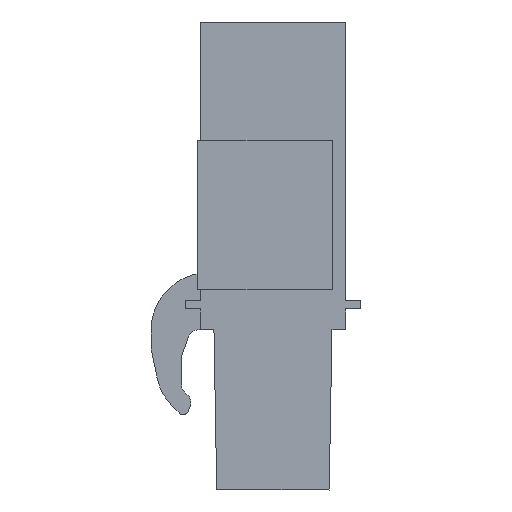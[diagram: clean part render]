
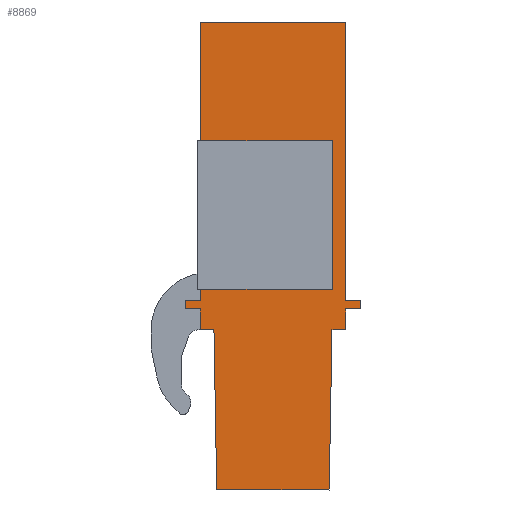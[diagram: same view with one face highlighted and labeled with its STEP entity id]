
A CAD part, left-side view. The second image highlights one B-rep face of the part: STEP entity #8869.
In plain terms, the highlighted planar face has unit normal (-1, 0, 0).
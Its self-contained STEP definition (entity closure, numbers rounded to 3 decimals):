
#8786=AXIS2_PLACEMENT_3D('Plane Axis2P3D',#8783,#8784,#8785) ;
#56=CARTESIAN_POINT('Vertex',(1.,0.8,24.55)) ;
#59=CARTESIAN_POINT('Line Origine',(1.,0.8,17.25)) ;
#63=CARTESIAN_POINT('Vertex',(1.,0.8,9.95)) ;
#8139=CARTESIAN_POINT('Vertex',(1.,1.66,0.)) ;
#8142=CARTESIAN_POINT('Line Origine',(1.,4.61,0.)) ;
#8146=CARTESIAN_POINT('Vertex',(1.,7.56,0.)) ;
#8218=CARTESIAN_POINT('Line Origine',(1.,7.633,4.2)) ;
#8222=CARTESIAN_POINT('Vertex',(1.,7.707,8.4)) ;
#8242=CARTESIAN_POINT('Line Origine',(1.,8.063,8.4)) ;
#8246=CARTESIAN_POINT('Vertex',(1.,8.42,8.4)) ;
#8330=CARTESIAN_POINT('Line Origine',(1.,8.42,8.95)) ;
#8334=CARTESIAN_POINT('Vertex',(1.,8.42,9.5)) ;
#8406=CARTESIAN_POINT('Line Origine',(1.,8.82,9.5)) ;
#8410=CARTESIAN_POINT('Vertex',(1.,9.22,9.5)) ;
#8482=CARTESIAN_POINT('Line Origine',(1.,9.22,9.725)) ;
#8486=CARTESIAN_POINT('Vertex',(1.,9.22,9.95)) ;
#8557=CARTESIAN_POINT('Vertex',(1.,0.,9.5)) ;
#8560=CARTESIAN_POINT('Line Origine',(1.,0.4,9.5)) ;
#8564=CARTESIAN_POINT('Vertex',(1.,0.8,9.5)) ;
#8579=CARTESIAN_POINT('Line Origine',(1.,0.8,8.95)) ;
#8583=CARTESIAN_POINT('Vertex',(1.,0.8,8.4)) ;
#8598=CARTESIAN_POINT('Line Origine',(1.,1.157,8.4)) ;
#8602=CARTESIAN_POINT('Vertex',(1.,1.513,8.4)) ;
#8622=CARTESIAN_POINT('Line Origine',(1.,1.587,4.2)) ;
#8783=CARTESIAN_POINT('Axis2P3D Location',(1.,0.,0.)) ;
#8788=CARTESIAN_POINT('Line Origine',(1.,8.42,10.488)) ;
#8792=CARTESIAN_POINT('Vertex',(1.,8.42,11.025)) ;
#8794=CARTESIAN_POINT('Vertex',(1.,8.42,9.95)) ;
#8797=CARTESIAN_POINT('Line Origine',(1.,8.82,9.95)) ;
#8802=CARTESIAN_POINT('Line Origine',(1.,0.,9.725)) ;
#8806=CARTESIAN_POINT('Vertex',(1.,0.,9.95)) ;
#8809=CARTESIAN_POINT('Line Origine',(1.,0.4,9.95)) ;
#8814=CARTESIAN_POINT('Line Origine',(1.,4.61,24.55)) ;
#8818=CARTESIAN_POINT('Vertex',(1.,8.42,24.55)) ;
#8821=CARTESIAN_POINT('Line Origine',(1.,8.42,21.188)) ;
#8825=CARTESIAN_POINT('Vertex',(1.,8.42,17.825)) ;
#8828=CARTESIAN_POINT('Line Origine',(1.,4.96,17.825)) ;
#8832=CARTESIAN_POINT('Vertex',(1.,1.5,17.825)) ;
#8835=CARTESIAN_POINT('Line Origine',(1.,1.5,14.425)) ;
#8839=CARTESIAN_POINT('Vertex',(1.,1.5,11.025)) ;
#8842=CARTESIAN_POINT('Line Origine',(1.,4.96,11.025)) ;
#60=DIRECTION('Vector Direction',(0.,0.,-1.)) ;
#8143=DIRECTION('Vector Direction',(0.,1.,0.)) ;
#8219=DIRECTION('Vector Direction',(0.,0.017,1.)) ;
#8243=DIRECTION('Vector Direction',(0.,1.,0.)) ;
#8331=DIRECTION('Vector Direction',(0.,0.,1.)) ;
#8407=DIRECTION('Vector Direction',(0.,1.,0.)) ;
#8483=DIRECTION('Vector Direction',(0.,0.,1.)) ;
#8561=DIRECTION('Vector Direction',(0.,1.,0.)) ;
#8580=DIRECTION('Vector Direction',(0.,0.,-1.)) ;
#8599=DIRECTION('Vector Direction',(0.,1.,0.)) ;
#8623=DIRECTION('Vector Direction',(0.,0.017,-1.)) ;
#8784=DIRECTION('Axis2P3D Direction',(-1.,0.,0.)) ;
#8785=DIRECTION('Axis2P3D XDirection',(0.,0.,1.)) ;
#8789=DIRECTION('Vector Direction',(0.,0.,1.)) ;
#8798=DIRECTION('Vector Direction',(0.,-1.,0.)) ;
#8803=DIRECTION('Vector Direction',(0.,0.,-1.)) ;
#8810=DIRECTION('Vector Direction',(0.,-1.,0.)) ;
#8815=DIRECTION('Vector Direction',(0.,-1.,0.)) ;
#8822=DIRECTION('Vector Direction',(0.,0.,1.)) ;
#8829=DIRECTION('Vector Direction',(0.,1.,0.)) ;
#8836=DIRECTION('Vector Direction',(0.,0.,-1.)) ;
#8843=DIRECTION('Vector Direction',(0.,1.,0.)) ;
#61=VECTOR('Line Direction',#60,1.) ;
#8144=VECTOR('Line Direction',#8143,1.) ;
#8220=VECTOR('Line Direction',#8219,1.) ;
#8244=VECTOR('Line Direction',#8243,1.) ;
#8332=VECTOR('Line Direction',#8331,1.) ;
#8408=VECTOR('Line Direction',#8407,1.) ;
#8484=VECTOR('Line Direction',#8483,1.) ;
#8562=VECTOR('Line Direction',#8561,1.) ;
#8581=VECTOR('Line Direction',#8580,1.) ;
#8600=VECTOR('Line Direction',#8599,1.) ;
#8624=VECTOR('Line Direction',#8623,1.) ;
#8790=VECTOR('Line Direction',#8789,1.) ;
#8799=VECTOR('Line Direction',#8798,1.) ;
#8804=VECTOR('Line Direction',#8803,1.) ;
#8811=VECTOR('Line Direction',#8810,1.) ;
#8816=VECTOR('Line Direction',#8815,1.) ;
#8823=VECTOR('Line Direction',#8822,1.) ;
#8830=VECTOR('Line Direction',#8829,1.) ;
#8837=VECTOR('Line Direction',#8836,1.) ;
#8844=VECTOR('Line Direction',#8843,1.) ;
#8848=ORIENTED_EDGE('',*,*,#8796,.T.) ;
#8849=ORIENTED_EDGE('',*,*,#8801,.T.) ;
#8850=ORIENTED_EDGE('',*,*,#8488,.T.) ;
#8851=ORIENTED_EDGE('',*,*,#8412,.T.) ;
#8852=ORIENTED_EDGE('',*,*,#8336,.T.) ;
#8853=ORIENTED_EDGE('',*,*,#8248,.T.) ;
#8854=ORIENTED_EDGE('',*,*,#8224,.T.) ;
#8855=ORIENTED_EDGE('',*,*,#8148,.T.) ;
#8856=ORIENTED_EDGE('',*,*,#8626,.T.) ;
#8857=ORIENTED_EDGE('',*,*,#8604,.T.) ;
#8858=ORIENTED_EDGE('',*,*,#8585,.T.) ;
#8859=ORIENTED_EDGE('',*,*,#8566,.T.) ;
#8860=ORIENTED_EDGE('',*,*,#8808,.T.) ;
#8861=ORIENTED_EDGE('',*,*,#8813,.T.) ;
#8862=ORIENTED_EDGE('',*,*,#65,.T.) ;
#8863=ORIENTED_EDGE('',*,*,#8820,.T.) ;
#8864=ORIENTED_EDGE('',*,*,#8827,.T.) ;
#8865=ORIENTED_EDGE('',*,*,#8834,.F.) ;
#8866=ORIENTED_EDGE('',*,*,#8841,.F.) ;
#8867=ORIENTED_EDGE('',*,*,#8846,.T.) ;
#8869=ADVANCED_FACE('_BLC 5.08/13BR OR 1649480000',(#8868),#8787,.T.) ;
#65=EDGE_CURVE('',#64,#57,#62,.F.) ;
#8148=EDGE_CURVE('',#8147,#8140,#8145,.F.) ;
#8224=EDGE_CURVE('',#8223,#8147,#8221,.F.) ;
#8248=EDGE_CURVE('',#8247,#8223,#8245,.F.) ;
#8336=EDGE_CURVE('',#8335,#8247,#8333,.F.) ;
#8412=EDGE_CURVE('',#8411,#8335,#8409,.F.) ;
#8488=EDGE_CURVE('',#8487,#8411,#8485,.F.) ;
#8566=EDGE_CURVE('',#8565,#8558,#8563,.F.) ;
#8585=EDGE_CURVE('',#8584,#8565,#8582,.F.) ;
#8604=EDGE_CURVE('',#8603,#8584,#8601,.F.) ;
#8626=EDGE_CURVE('',#8140,#8603,#8625,.F.) ;
#8796=EDGE_CURVE('',#8793,#8795,#8791,.F.) ;
#8801=EDGE_CURVE('',#8795,#8487,#8800,.F.) ;
#8808=EDGE_CURVE('',#8558,#8807,#8805,.F.) ;
#8813=EDGE_CURVE('',#8807,#64,#8812,.F.) ;
#8820=EDGE_CURVE('',#57,#8819,#8817,.F.) ;
#8827=EDGE_CURVE('',#8819,#8826,#8824,.F.) ;
#8834=EDGE_CURVE('',#8833,#8826,#8831,.T.) ;
#8841=EDGE_CURVE('',#8840,#8833,#8838,.F.) ;
#8846=EDGE_CURVE('',#8840,#8793,#8845,.T.) ;
#8847=EDGE_LOOP('',(#8848,#8849,#8850,#8851,#8852,#8853,#8854,#8855,#8856,#8857,#8858,#8859,#8860,#8861,#8862,#8863,#8864,#8865,#8866,#8867)) ;
#8868=FACE_OUTER_BOUND('',#8847,.T.) ;
#62=LINE('Line',#59,#61) ;
#8145=LINE('Line',#8142,#8144) ;
#8221=LINE('Line',#8218,#8220) ;
#8245=LINE('Line',#8242,#8244) ;
#8333=LINE('Line',#8330,#8332) ;
#8409=LINE('Line',#8406,#8408) ;
#8485=LINE('Line',#8482,#8484) ;
#8563=LINE('Line',#8560,#8562) ;
#8582=LINE('Line',#8579,#8581) ;
#8601=LINE('Line',#8598,#8600) ;
#8625=LINE('Line',#8622,#8624) ;
#8791=LINE('Line',#8788,#8790) ;
#8800=LINE('Line',#8797,#8799) ;
#8805=LINE('Line',#8802,#8804) ;
#8812=LINE('Line',#8809,#8811) ;
#8817=LINE('Line',#8814,#8816) ;
#8824=LINE('Line',#8821,#8823) ;
#8831=LINE('Line',#8828,#8830) ;
#8838=LINE('Line',#8835,#8837) ;
#8845=LINE('Line',#8842,#8844) ;
#8787=PLANE('',#8786) ;
#57=VERTEX_POINT('',#56) ;
#64=VERTEX_POINT('',#63) ;
#8140=VERTEX_POINT('',#8139) ;
#8147=VERTEX_POINT('',#8146) ;
#8223=VERTEX_POINT('',#8222) ;
#8247=VERTEX_POINT('',#8246) ;
#8335=VERTEX_POINT('',#8334) ;
#8411=VERTEX_POINT('',#8410) ;
#8487=VERTEX_POINT('',#8486) ;
#8558=VERTEX_POINT('',#8557) ;
#8565=VERTEX_POINT('',#8564) ;
#8584=VERTEX_POINT('',#8583) ;
#8603=VERTEX_POINT('',#8602) ;
#8793=VERTEX_POINT('',#8792) ;
#8795=VERTEX_POINT('',#8794) ;
#8807=VERTEX_POINT('',#8806) ;
#8819=VERTEX_POINT('',#8818) ;
#8826=VERTEX_POINT('',#8825) ;
#8833=VERTEX_POINT('',#8832) ;
#8840=VERTEX_POINT('',#8839) ;
